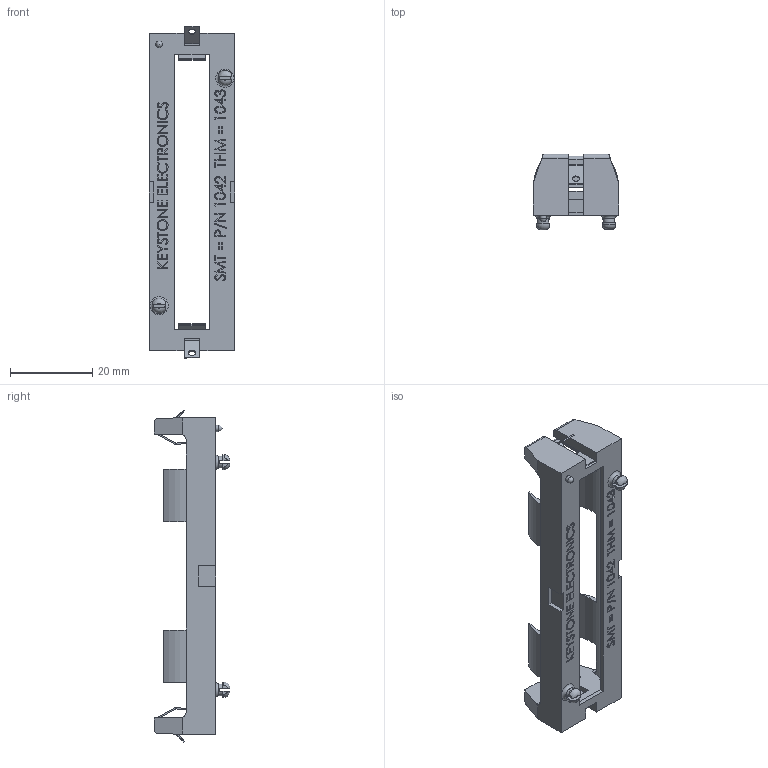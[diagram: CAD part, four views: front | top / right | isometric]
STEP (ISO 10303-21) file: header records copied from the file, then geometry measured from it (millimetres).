
FILE_DESCRIPTION (( 'STEP AP214' ), '1' );
FILE_NAME ('1044.STEP', '2014-12-15T19:04:48', ( '' ), ( '' ), 'SwSTEP 2.0', 'SolidWorks 2013', '' );
FILE_SCHEMA (( 'AUTOMOTIVE_DESIGN' ));
Length unit declared in the file: inch
Products named in the file (1): 1044
Bounding box: 20.65 x 18.29 x 80.57 mm (x, y, z)
Volume: 5556 mm3; surface area: 6284.8 mm2
Topology: 3 solids, 3 shells, 673 faces, 1786 edges, 1170 vertices
Faces by surface type: plane 503, bspline 128, cylinder 35, torus 6, sphere 1
Full cylindrical faces by diameter (mm): 1.575 x1, 1.778 x2, 2.921 x2
Entity records: 28703 total; most frequent: CARTESIAN_POINT 12146, ORIENTED_EDGE 3548, DIRECTION 2672, EDGE_CURVE 1774, VECTOR 1400, LINE 1400, VERTEX_POINT 1166, EDGE_LOOP 742
